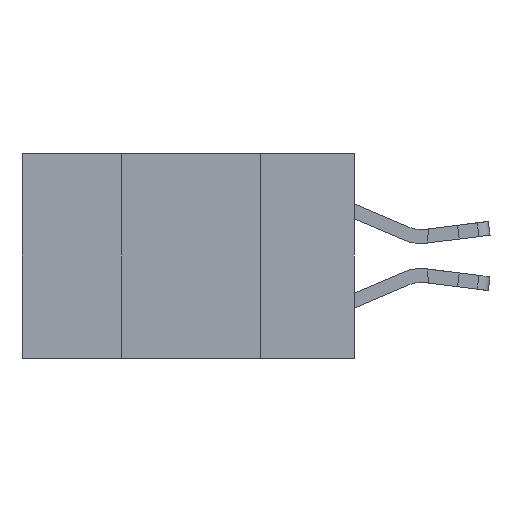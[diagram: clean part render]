
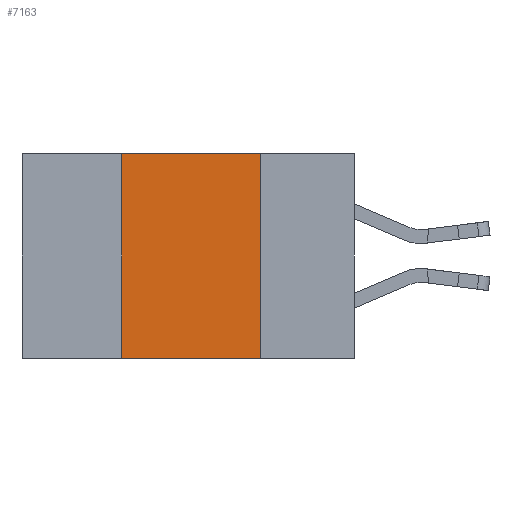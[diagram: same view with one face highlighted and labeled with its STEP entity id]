
A CAD part, left-side view. The second image highlights one B-rep face of the part: STEP entity #7163.
In plain terms, the highlighted planar face has unit normal (-1, 0, 0).
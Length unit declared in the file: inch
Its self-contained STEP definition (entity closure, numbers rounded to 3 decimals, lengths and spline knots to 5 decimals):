
#374 = VECTOR ( 'NONE', #10276, 39.37008 ) ;
#941 = DIRECTION ( 'NONE',  ( 0., 0., -1. ) ) ;
#1797 = CARTESIAN_POINT ( 'NONE',  ( 0., 0.17, -0.37 ) ) ;
#1812 = EDGE_CURVE ( 'NONE', #4126, #10003, #8737, .T. ) ;
#2117 = DIRECTION ( 'NONE',  ( 0., -1., 0. ) ) ;
#2385 = CARTESIAN_POINT ( 'NONE',  ( 0., 0.6, 0. ) ) ;
#2402 = CARTESIAN_POINT ( 'NONE',  ( 0., 0.42, 0. ) ) ;
#2788 = LINE ( 'NONE', #3802, #8397 ) ;
#3174 = DIRECTION ( 'NONE',  ( 1., 0., 0. ) ) ;
#3802 = CARTESIAN_POINT ( 'NONE',  ( 0., 0.42, -0.37 ) ) ;
#4126 = VERTEX_POINT ( 'NONE', #2402 ) ;
#4204 = AXIS2_PLACEMENT_3D ( 'NONE', #7368, #3174, #941 ) ;
#5104 = CARTESIAN_POINT ( 'NONE',  ( 0., 0.17, -0.37 ) ) ;
#5305 = EDGE_CURVE ( 'NONE', #10003, #13320, #13531, .T. ) ;
#5581 = VERTEX_POINT ( 'NONE', #8425 ) ;
#5929 = VECTOR ( 'NONE', #2117, 39.37008 ) ;
#6026 = ORIENTED_EDGE ( 'NONE', *, *, #5305, .F. ) ;
#6751 = VECTOR ( 'NONE', #11430, 39.37008 ) ;
#7163 = ADVANCED_FACE ( 'NONE', ( #10728 ), #8456, .F. ) ;
#7368 = CARTESIAN_POINT ( 'NONE',  ( 0., 0.6, 0. ) ) ;
#7910 = ORIENTED_EDGE ( 'NONE', *, *, #1812, .F. ) ;
#8074 = CARTESIAN_POINT ( 'NONE',  ( 0., 0.6, -0.37 ) ) ;
#8397 = VECTOR ( 'NONE', #12801, 39.37008 ) ;
#8425 = CARTESIAN_POINT ( 'NONE',  ( 0., 0.42, -0.37 ) ) ;
#8456 = PLANE ( 'NONE',  #4204 ) ;
#8737 = LINE ( 'NONE', #2385, #5929 ) ;
#8903 = EDGE_LOOP ( 'NONE', ( #6026, #7910, #11205, #8952 ) ) ;
#8952 = ORIENTED_EDGE ( 'NONE', *, *, #11763, .T. ) ;
#9205 = LINE ( 'NONE', #8074, #374 ) ;
#10003 = VERTEX_POINT ( 'NONE', #12270 ) ;
#10276 = DIRECTION ( 'NONE',  ( 0., -1., 0. ) ) ;
#10728 = FACE_OUTER_BOUND ( 'NONE', #8903, .T. ) ;
#11205 = ORIENTED_EDGE ( 'NONE', *, *, #13844, .F. ) ;
#11430 = DIRECTION ( 'NONE',  ( 0., 0., -1. ) ) ;
#11763 = EDGE_CURVE ( 'NONE', #5581, #13320, #9205, .T. ) ;
#12270 = CARTESIAN_POINT ( 'NONE',  ( 0., 0.17, 0. ) ) ;
#12801 = DIRECTION ( 'NONE',  ( 0., 0., 1. ) ) ;
#13320 = VERTEX_POINT ( 'NONE', #5104 ) ;
#13531 = LINE ( 'NONE', #1797, #6751 ) ;
#13844 = EDGE_CURVE ( 'NONE', #5581, #4126, #2788, .T. ) ;
